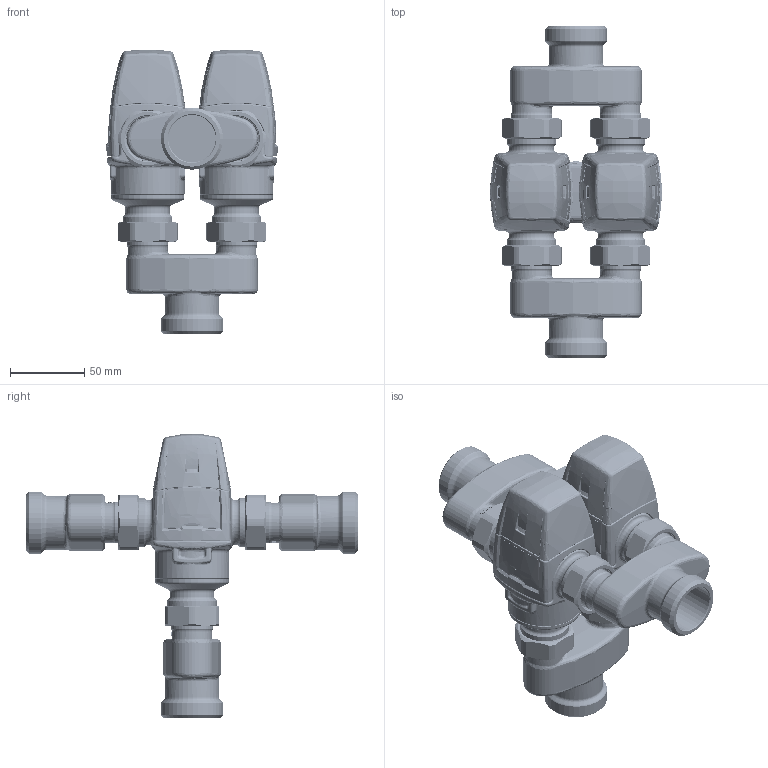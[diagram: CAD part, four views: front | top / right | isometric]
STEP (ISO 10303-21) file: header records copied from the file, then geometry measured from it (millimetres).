
FILE_DESCRIPTION(('CATIA V5 STEP Exchange','CAx-IF Rec.Pracs.--- Model Styling and Organization---1.5--- 2016-08-15','CAx-IF Rec.Pracs.---Supplemental Geometry---1.0---2011-11-01','CAx-IF Rec.Pracs.--- Composite Materials ---3.4---2017-06-13','CAx-IF Rec.Pracs.---Tessellated 3D Geometry---1.0---2015-12-17'),'2;1');
FILE_NAME('UPTT500_31420200.stp','2024-04-29T13:17:46+00:00',('none'),('none'),'CATIA Version 5-6 Release 2023','CATIA V5 STEP AP242 v2','none');
FILE_SCHEMA(('AP242_MANAGED_MODEL_BASED_3D_ENGINEERING_MIM_LF {1 0 10303 442 1 1 4}'));
Length unit declared in the file: millimetre
Products named in the file (1): 12071s1_AllCATPart
Bounding box: 115.84 x 224 x 191.91 mm (x, y, z)
Volume: 678842.5 mm3; surface area: 216739.8 mm2
Topology: 7 solids, 21 shells, 10606 faces, 28940 edges, 18312 vertices
Faces by surface type: plane 5113, bspline 2414, cylinder 1195, torus 842, cone 570, revolution 296, sphere 160, extrusion 16
Entity records: 461347 total; most frequent: CARTESIAN_POINT 238127, ORIENTED_EDGE 57596, EDGE_CURVE 28798, DIRECTION 25172, VERTEX_POINT 18312, B_SPLINE_CURVE_WITH_KNOTS 16610, AXIS2_PLACEMENT_3D 11515, EDGE_LOOP 10932
